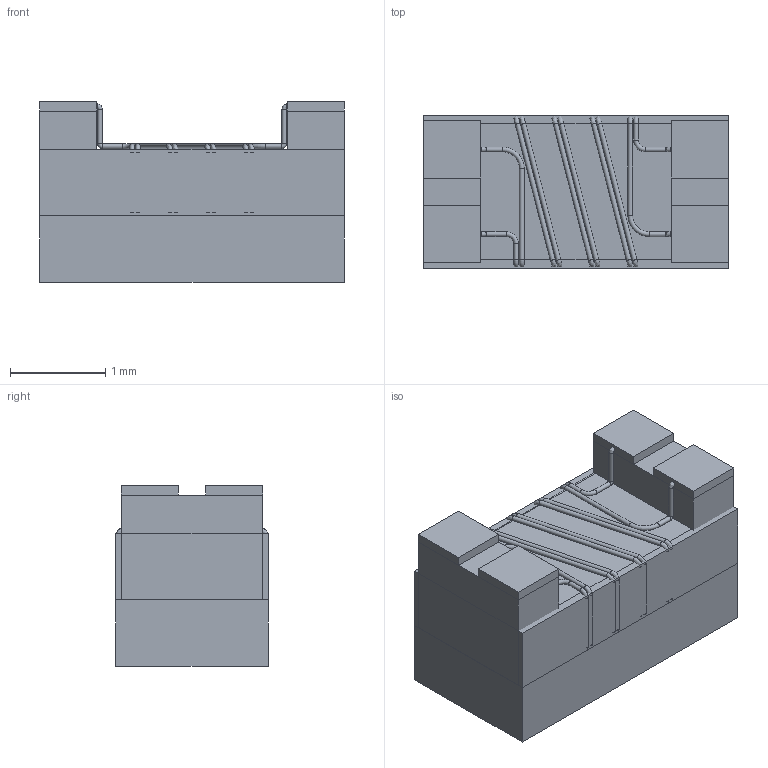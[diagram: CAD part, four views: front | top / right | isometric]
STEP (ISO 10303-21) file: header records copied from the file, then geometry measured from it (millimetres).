
FILE_DESCRIPTION( ( 'Unknown' ), '1' );
FILE_NAME( '744232xxx.stp', 'Unknown', ( 'Unknown' ), ( 'Unknown' ), 'XStep 1.0', 'Unknown', ' ' );
FILE_SCHEMA( ( 'automotive_design' ) );
Length unit declared in the file: millimetre
Products named in the file (6): Assem1; Gehäuse; Boden; L飆fl踄he
Bounding box: 3.2 x 1.6 x 1.9 mm (x, y, z)
Surface area: 90.1 mm2
Topology: 13 solids, 13 shells, 258 faces, 520 edges, 288 vertices
Faces by surface type: cylinder 100, plane 70, torus 64, bspline 24
Full cylindrical faces by diameter (mm): 0.05 x92
Entity records: 3877 total; most frequent: CARTESIAN_POINT 1577, DIRECTION 486, ORIENTED_EDGE 304, AXIS2_PLACEMENT_3D 217, FACE_OUTER_BOUND 210, EDGE_LOOP 210, EDGE_CURVE 152, VERTEX_POINT 132
